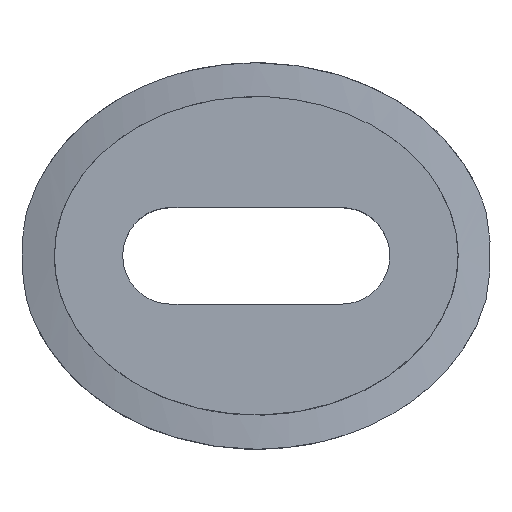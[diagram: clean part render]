
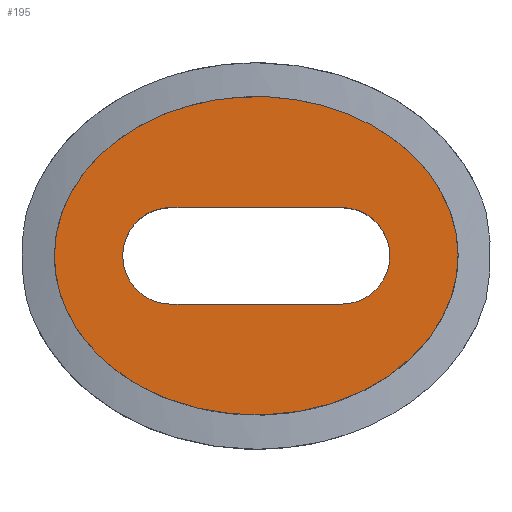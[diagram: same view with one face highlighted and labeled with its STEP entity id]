
A CAD part, top view. The second image highlights one B-rep face of the part: STEP entity #195.
In plain terms, the highlighted planar face has unit normal (0, 0, 1).
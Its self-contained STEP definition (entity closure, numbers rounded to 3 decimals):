
#18=ELLIPSE('',#218,7.1,5.6);
#20=FACE_BOUND('',#69,.T.);
#25=LINE('',#587,#34);
#26=LINE('',#590,#35);
#34=VECTOR('',#244,10.);
#35=VECTOR('',#247,10.);
#42=CIRCLE('',#220,1.7);
#43=CIRCLE('',#221,1.7);
#45=PLANE('',#219);
#56=FACE_OUTER_BOUND('',#68,.T.);
#68=EDGE_LOOP('',(#159));
#69=EDGE_LOOP('',(#160,#161,#162,#163));
#101=VERTEX_POINT('',#541);
#104=VERTEX_POINT('',#583);
#105=VERTEX_POINT('',#584);
#106=VERTEX_POINT('',#586);
#107=VERTEX_POINT('',#588);
#123=EDGE_CURVE('',#101,#101,#18,.T.);
#127=EDGE_CURVE('',#104,#105,#42,.T.);
#128=EDGE_CURVE('',#105,#106,#25,.T.);
#129=EDGE_CURVE('',#106,#107,#43,.T.);
#130=EDGE_CURVE('',#107,#104,#26,.T.);
#159=ORIENTED_EDGE('',*,*,#123,.T.);
#160=ORIENTED_EDGE('',*,*,#127,.T.);
#161=ORIENTED_EDGE('',*,*,#128,.T.);
#162=ORIENTED_EDGE('',*,*,#129,.T.);
#163=ORIENTED_EDGE('',*,*,#130,.T.);
#195=ADVANCED_FACE('',(#56,#20),#45,.T.);
#218=AXIS2_PLACEMENT_3D('',#542,#237,#238);
#219=AXIS2_PLACEMENT_3D('',#582,#240,#241);
#220=AXIS2_PLACEMENT_3D('',#585,#242,#243);
#221=AXIS2_PLACEMENT_3D('',#589,#245,#246);
#237=DIRECTION('center_axis',(0.,0.,1.));
#238=DIRECTION('ref_axis',(1.,0.,0.));
#240=DIRECTION('center_axis',(0.,0.,1.));
#241=DIRECTION('ref_axis',(1.,0.,0.));
#242=DIRECTION('center_axis',(0.,0.,-1.));
#243=DIRECTION('ref_axis',(0.,1.,0.));
#244=DIRECTION('',(1.,0.,0.));
#245=DIRECTION('center_axis',(0.,0.,-1.));
#246=DIRECTION('ref_axis',(0.,-1.,0.));
#247=DIRECTION('',(-1.,0.,0.));
#541=CARTESIAN_POINT('',(-7.1,0.,6.));
#542=CARTESIAN_POINT('Origin',(0.,0.,6.));
#582=CARTESIAN_POINT('Origin',(0.,0.,6.));
#583=CARTESIAN_POINT('',(-3.,-1.7,6.));
#584=CARTESIAN_POINT('',(-3.,1.7,6.));
#585=CARTESIAN_POINT('Origin',(-3.,0.,6.));
#586=CARTESIAN_POINT('',(3.,1.7,6.));
#587=CARTESIAN_POINT('',(3.,1.7,6.));
#588=CARTESIAN_POINT('',(3.,-1.7,6.));
#589=CARTESIAN_POINT('Origin',(3.,0.,6.));
#590=CARTESIAN_POINT('',(-3.,-1.7,6.));
